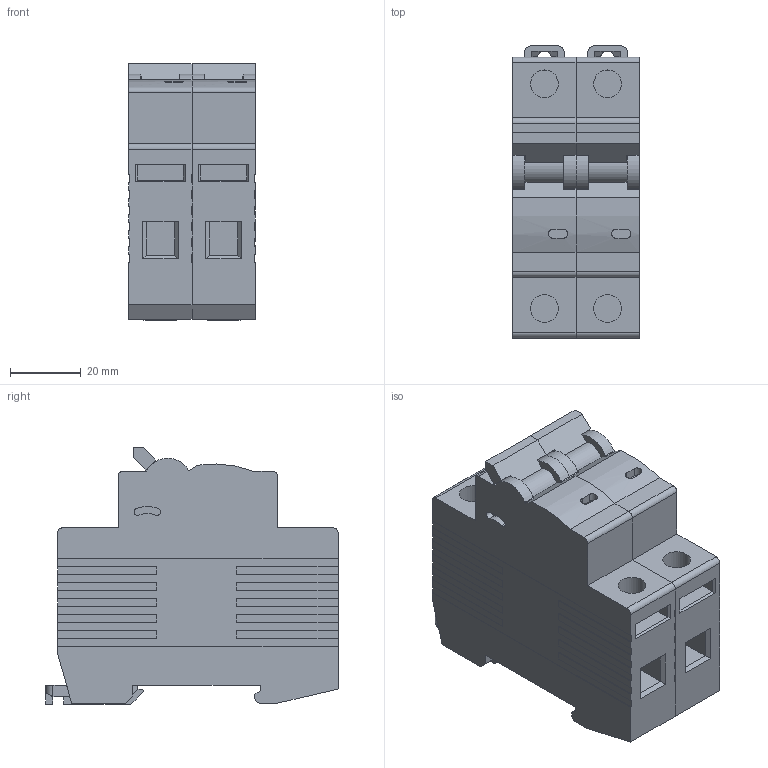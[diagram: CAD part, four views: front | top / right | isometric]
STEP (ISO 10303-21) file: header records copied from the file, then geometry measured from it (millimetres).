
FILE_DESCRIPTION (( 'STEP AP214' ), '1' );
FILE_NAME ('01.01.01.01 ÂÀ 47-29 õ-êà Â 2Ð.STEP', '2017-03-13T08:05:48', ( '' ), ( '' ), 'SwSTEP 2.0', 'SolidWorks 2014', '' );
FILE_SCHEMA (( 'AUTOMOTIVE_DESIGN' ));
Length unit declared in the file: millimetre
Products named in the file (1): 01.01.01.01 ÂÀ 47-29 õ-êà Â 2Ð
Bounding box: 35.6 x 82.5 x 72.35 mm (x, y, z)
Volume: 148451.9 mm3; surface area: 35202.9 mm2
Topology: 2 solids, 4 shells, 530 faces, 1482 edges, 980 vertices
Faces by surface type: plane 474, cylinder 56
Full cylindrical faces by diameter (mm): 7.8 x4
Entity records: 22651 total; most frequent: CARTESIAN_POINT 3101, ORIENTED_EDGE 2952, DIRECTION 2628, EDGE_CURVE 1476, LINE 1346, VECTOR 1346, VERTEX_POINT 978, AXIS2_PLACEMENT_3D 641
